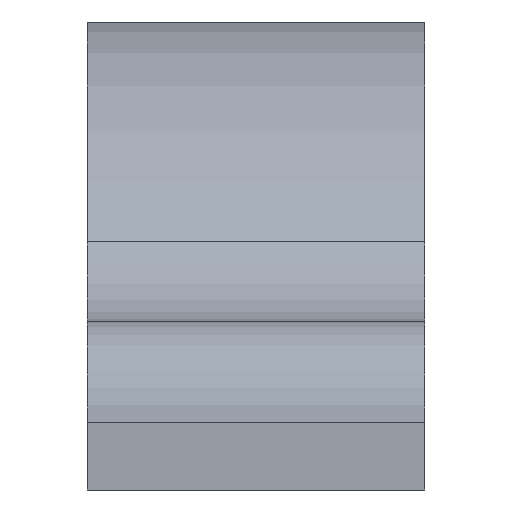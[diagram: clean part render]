
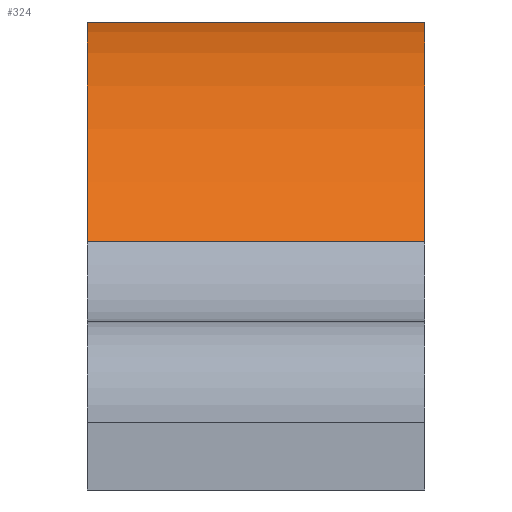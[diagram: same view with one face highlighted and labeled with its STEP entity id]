
A CAD part, front view. The second image highlights one B-rep face of the part: STEP entity #324.
In plain terms, the highlighted cylindrical face has radius 13.809 mm (diameter 27.617 mm), a partial arc.
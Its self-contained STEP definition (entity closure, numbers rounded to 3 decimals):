
#40=FACE_OUTER_BOUND('',#60,.T.);
#60=EDGE_LOOP('',(#276,#277,#278,#279));
#71=CIRCLE('',#351,13.809);
#81=CIRCLE('',#372,13.809);
#106=LINE('',#557,#133);
#107=LINE('',#561,#134);
#133=VECTOR('',#460,10.);
#134=VECTOR('',#465,10.);
#149=VERTEX_POINT('',#505);
#150=VERTEX_POINT('',#507);
#164=VERTEX_POINT('',#555);
#165=VERTEX_POINT('',#559);
#181=EDGE_CURVE('',#149,#150,#71,.T.);
#206=EDGE_CURVE('',#149,#164,#106,.T.);
#207=EDGE_CURVE('',#165,#164,#81,.T.);
#208=EDGE_CURVE('',#150,#165,#107,.T.);
#276=ORIENTED_EDGE('',*,*,#181,.F.);
#277=ORIENTED_EDGE('',*,*,#206,.T.);
#278=ORIENTED_EDGE('',*,*,#207,.F.);
#279=ORIENTED_EDGE('',*,*,#208,.F.);
#309=CYLINDRICAL_SURFACE('',#371,13.809);
#324=ADVANCED_FACE('',(#40),#309,.T.);
#351=AXIS2_PLACEMENT_3D('',#508,#405,#406);
#371=AXIS2_PLACEMENT_3D('',#558,#461,#462);
#372=AXIS2_PLACEMENT_3D('',#560,#463,#464);
#405=DIRECTION('center_axis',(1.,0.,0.));
#406=DIRECTION('ref_axis',(0.,-0.05,0.999));
#460=DIRECTION('',(-1.,0.,0.));
#461=DIRECTION('center_axis',(-1.,0.,0.));
#462=DIRECTION('ref_axis',(0.,-0.05,0.999));
#463=DIRECTION('center_axis',(-1.,0.,0.));
#464=DIRECTION('ref_axis',(0.,-0.05,0.999));
#465=DIRECTION('',(-1.,0.,0.));
#505=CARTESIAN_POINT('',(-57.36,22.912,97.047));
#507=CARTESIAN_POINT('',(-57.36,11.861,90.532));
#508=CARTESIAN_POINT('Origin',(-57.36,23.597,83.256));
#555=CARTESIAN_POINT('',(-67.36,22.912,97.047));
#557=CARTESIAN_POINT('',(-57.36,22.912,97.047));
#558=CARTESIAN_POINT('Origin',(-57.36,23.597,83.256));
#559=CARTESIAN_POINT('',(-67.36,11.861,90.532));
#560=CARTESIAN_POINT('Origin',(-67.36,23.597,83.256));
#561=CARTESIAN_POINT('',(-57.36,11.861,90.532));
